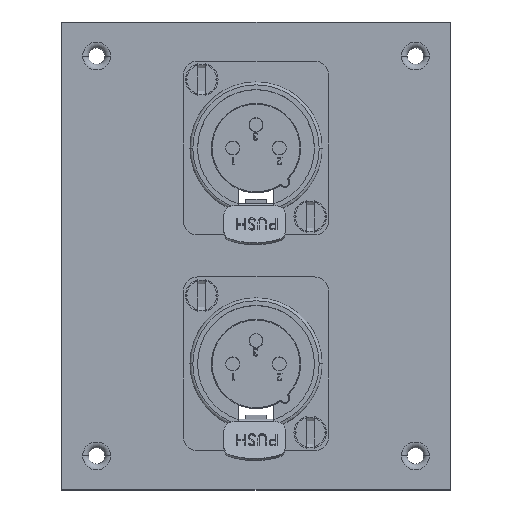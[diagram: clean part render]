
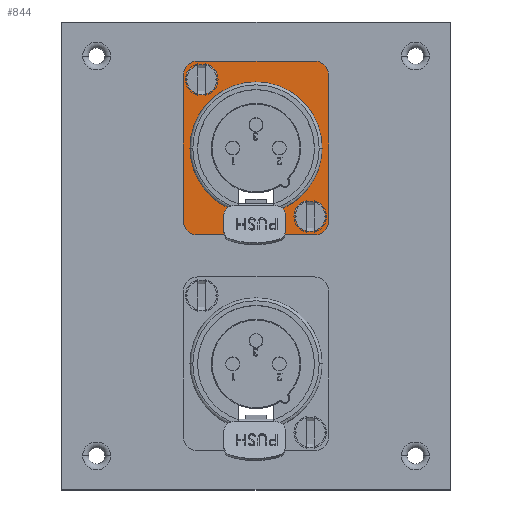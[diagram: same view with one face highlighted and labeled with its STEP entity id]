
A CAD part, top view. The second image highlights one B-rep face of the part: STEP entity #844.
In plain terms, the highlighted planar face has unit normal (0, 0, 1).
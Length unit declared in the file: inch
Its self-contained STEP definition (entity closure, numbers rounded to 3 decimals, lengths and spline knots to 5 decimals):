
#538 = EDGE_CURVE ( 'NONE', #831, #730, #2845, .T. ) ;
#730 = VERTEX_POINT ( 'NONE', #3112 ) ;
#820 = ORIENTED_EDGE ( 'NONE', *, *, #15442, .T. ) ;
#821 = ORIENTED_EDGE ( 'NONE', *, *, #822, .T. ) ;
#822 = EDGE_CURVE ( 'NONE', #15440, #15443, #3489, .T. ) ;
#823 = EDGE_LOOP ( 'NONE', ( #824, #825 ) ) ;
#824 = ORIENTED_EDGE ( 'NONE', *, *, #15391, .T. ) ;
#825 = ORIENTED_EDGE ( 'NONE', *, *, #826, .T. ) ;
#826 = EDGE_CURVE ( 'NONE', #15387, #15388, #3484, .T. ) ;
#827 = EDGE_LOOP ( 'NONE', ( #828, #832, #888, #891, #894, #897, #900, #876 ) ) ;
#828 = ORIENTED_EDGE ( 'NONE', *, *, #829, .T. ) ;
#829 = EDGE_CURVE ( 'NONE', #830, #831, #3479, .T. ) ;
#830 = VERTEX_POINT ( 'NONE', #3474 ) ;
#831 = VERTEX_POINT ( 'NONE', #3473 ) ;
#832 = ORIENTED_EDGE ( 'NONE', *, *, #538, .T. ) ;
#844 = ADVANCED_FACE ( 'NONE', ( #3521, #3520, #3519, #3518 ), #3517, .T. ) ;
#845 = EDGE_LOOP ( 'NONE', ( #820, #821 ) ) ;
#876 = ORIENTED_EDGE ( 'NONE', *, *, #877, .T. ) ;
#877 = EDGE_CURVE ( 'NONE', #902, #830, #3531, .T. ) ;
#878 = EDGE_LOOP ( 'NONE', ( #879, #880, #881, #882 ) ) ;
#879 = ORIENTED_EDGE ( 'NONE', *, *, #19751, .F. ) ;
#880 = ORIENTED_EDGE ( 'NONE', *, *, #4341, .F. ) ;
#881 = ORIENTED_EDGE ( 'NONE', *, *, #15525, .F. ) ;
#882 = ORIENTED_EDGE ( 'NONE', *, *, #883, .F. ) ;
#883 = EDGE_CURVE ( 'NONE', #19775, #15523, #3588, .T. ) ;
#888 = ORIENTED_EDGE ( 'NONE', *, *, #889, .T. ) ;
#889 = EDGE_CURVE ( 'NONE', #730, #890, #3581, .T. ) ;
#890 = VERTEX_POINT ( 'NONE', #3572 ) ;
#891 = ORIENTED_EDGE ( 'NONE', *, *, #892, .T. ) ;
#892 = EDGE_CURVE ( 'NONE', #890, #893, #3571, .T. ) ;
#893 = VERTEX_POINT ( 'NONE', #3567 ) ;
#894 = ORIENTED_EDGE ( 'NONE', *, *, #895, .T. ) ;
#895 = EDGE_CURVE ( 'NONE', #893, #896, #3566, .T. ) ;
#896 = VERTEX_POINT ( 'NONE', #3561 ) ;
#897 = ORIENTED_EDGE ( 'NONE', *, *, #898, .T. ) ;
#898 = EDGE_CURVE ( 'NONE', #896, #899, #3560, .T. ) ;
#899 = VERTEX_POINT ( 'NONE', #3621 ) ;
#900 = ORIENTED_EDGE ( 'NONE', *, *, #901, .T. ) ;
#901 = EDGE_CURVE ( 'NONE', #899, #902, #3620, .T. ) ;
#902 = VERTEX_POINT ( 'NONE', #3614 ) ;
#2842 = DIRECTION ( 'NONE',  ( 0., -1., 0. ) ) ;
#2843 = VECTOR ( 'NONE', #2842, 39.37008 ) ;
#2844 = CARTESIAN_POINT ( 'NONE',  ( -0.5025, 0.5, 0.092 ) ) ;
#2845 = LINE ( 'NONE', #2844, #2843 ) ;
#3112 = CARTESIAN_POINT ( 'NONE',  ( -0.5025, -0.5, 0.092 ) ) ;
#3473 = CARTESIAN_POINT ( 'NONE',  ( -0.5025, 0.5, 0.092 ) ) ;
#3474 = CARTESIAN_POINT ( 'NONE',  ( -0.4025, 0.6, 0.092 ) ) ;
#3475 = DIRECTION ( 'NONE',  ( 1., 0., 0. ) ) ;
#3476 = DIRECTION ( 'NONE',  ( 0., 0., 1. ) ) ;
#3477 = CARTESIAN_POINT ( 'NONE',  ( -0.4025, 0.5, 0.092 ) ) ;
#3478 = AXIS2_PLACEMENT_3D ( 'NONE', #3477, #3476, #3475 ) ;
#3479 = CIRCLE ( 'NONE', #3478, 0.1 ) ;
#3480 = DIRECTION ( 'NONE',  ( 1., 0., 0. ) ) ;
#3481 = DIRECTION ( 'NONE',  ( 0., 0., -1. ) ) ;
#3482 = CARTESIAN_POINT ( 'NONE',  ( 0.374, -0.4725, 0.092 ) ) ;
#3483 = AXIS2_PLACEMENT_3D ( 'NONE', #3482, #3481, #3480 ) ;
#3484 = CIRCLE ( 'NONE', #3483, 0.104 ) ;
#3485 = DIRECTION ( 'NONE',  ( 1., 0., 0. ) ) ;
#3486 = DIRECTION ( 'NONE',  ( 0., 0., -1. ) ) ;
#3487 = CARTESIAN_POINT ( 'NONE',  ( -0.374, 0.4725, 0.092 ) ) ;
#3488 = AXIS2_PLACEMENT_3D ( 'NONE', #3487, #3486, #3485 ) ;
#3489 = CIRCLE ( 'NONE', #3488, 0.104 ) ;
#3513 = DIRECTION ( 'NONE',  ( 1., 0., 0. ) ) ;
#3514 = DIRECTION ( 'NONE',  ( 0., 0., 1. ) ) ;
#3515 = CARTESIAN_POINT ( 'NONE',  ( -0.4025, 0.5, 0.092 ) ) ;
#3516 = AXIS2_PLACEMENT_3D ( 'NONE', #3515, #3514, #3513 ) ;
#3517 = PLANE ( 'NONE',  #3516 ) ;
#3518 = FACE_BOUND ( 'NONE', #878, .T. ) ;
#3519 = FACE_OUTER_BOUND ( 'NONE', #827, .T. ) ;
#3520 = FACE_BOUND ( 'NONE', #823, .T. ) ;
#3521 = FACE_BOUND ( 'NONE', #845, .T. ) ;
#3531 = LINE ( 'NONE', #3591, #3590 ) ;
#3560 = LINE ( 'NONE', #3624, #3623 ) ;
#3561 = CARTESIAN_POINT ( 'NONE',  ( 0.5025, -0.5, 0.092 ) ) ;
#3562 = DIRECTION ( 'NONE',  ( 1., 0., 0. ) ) ;
#3563 = DIRECTION ( 'NONE',  ( 0., 0., 1. ) ) ;
#3564 = CARTESIAN_POINT ( 'NONE',  ( 0.4025, -0.5, 0.092 ) ) ;
#3565 = AXIS2_PLACEMENT_3D ( 'NONE', #3564, #3563, #3562 ) ;
#3566 = CIRCLE ( 'NONE', #3565, 0.1 ) ;
#3567 = CARTESIAN_POINT ( 'NONE',  ( 0.4025, -0.6, 0.092 ) ) ;
#3568 = DIRECTION ( 'NONE',  ( 1., 0., 0. ) ) ;
#3569 = VECTOR ( 'NONE', #3568, 39.37008 ) ;
#3570 = CARTESIAN_POINT ( 'NONE',  ( -0.4025, -0.6, 0.092 ) ) ;
#3571 = LINE ( 'NONE', #3570, #3569 ) ;
#3572 = CARTESIAN_POINT ( 'NONE',  ( -0.4025, -0.6, 0.092 ) ) ;
#3573 = DIRECTION ( 'NONE',  ( 1., 0., 0. ) ) ;
#3574 = DIRECTION ( 'NONE',  ( 0., 0., 1. ) ) ;
#3575 = CARTESIAN_POINT ( 'NONE',  ( -0.4025, -0.5, 0.092 ) ) ;
#3576 = AXIS2_PLACEMENT_3D ( 'NONE', #3575, #3574, #3573 ) ;
#3581 = CIRCLE ( 'NONE', #3576, 0.1 ) ;
#3584 = DIRECTION ( 'NONE',  ( 1., 0., 0. ) ) ;
#3585 = DIRECTION ( 'NONE',  ( 0., 0., 1. ) ) ;
#3586 = CARTESIAN_POINT ( 'NONE',  ( 0., 0., 0.092 ) ) ;
#3587 = AXIS2_PLACEMENT_3D ( 'NONE', #3586, #3585, #3584 ) ;
#3588 = CIRCLE ( 'NONE', #3587, 0.456 ) ;
#3589 = DIRECTION ( 'NONE',  ( -1., 0., 0. ) ) ;
#3590 = VECTOR ( 'NONE', #3589, 39.37008 ) ;
#3591 = CARTESIAN_POINT ( 'NONE',  ( -0.4025, 0.6, 0.092 ) ) ;
#3614 = CARTESIAN_POINT ( 'NONE',  ( 0.4025, 0.6, 0.092 ) ) ;
#3615 = DIRECTION ( 'NONE',  ( 1., 0., 0. ) ) ;
#3617 = DIRECTION ( 'NONE',  ( 0., 0., 1. ) ) ;
#3618 = CARTESIAN_POINT ( 'NONE',  ( 0.4025, 0.5, 0.092 ) ) ;
#3619 = AXIS2_PLACEMENT_3D ( 'NONE', #3618, #3617, #3615 ) ;
#3620 = CIRCLE ( 'NONE', #3619, 0.1 ) ;
#3621 = CARTESIAN_POINT ( 'NONE',  ( 0.5025, 0.5, 0.092 ) ) ;
#3622 = DIRECTION ( 'NONE',  ( 0., 1., 0. ) ) ;
#3623 = VECTOR ( 'NONE', #3622, 39.37008 ) ;
#3624 = CARTESIAN_POINT ( 'NONE',  ( 0.5025, 0.5, 0.092 ) ) ;
#4341 = EDGE_CURVE ( 'NONE', #15526, #4342, #5513, .T. ) ;
#4342 = VERTEX_POINT ( 'NONE', #5509 ) ;
#5459 = CARTESIAN_POINT ( 'NONE',  ( 0., 0., 0.092 ) ) ;
#5509 = CARTESIAN_POINT ( 'NONE',  ( -0.1235, -0.43896, 0.092 ) ) ;
#5510 = DIRECTION ( 'NONE',  ( 1., 0., 0. ) ) ;
#5511 = DIRECTION ( 'NONE',  ( 0., 0., 1. ) ) ;
#5512 = AXIS2_PLACEMENT_3D ( 'NONE', #5459, #5511, #5510 ) ;
#5513 = CIRCLE ( 'NONE', #5512, 0.456 ) ;
#8119 = DIRECTION ( 'NONE',  ( 1., 0., 0. ) ) ;
#8120 = DIRECTION ( 'NONE',  ( 0., 0., -1. ) ) ;
#8121 = CARTESIAN_POINT ( 'NONE',  ( 0.374, -0.4725, 0.092 ) ) ;
#8122 = AXIS2_PLACEMENT_3D ( 'NONE', #8121, #8120, #8119 ) ;
#8123 = CIRCLE ( 'NONE', #8122, 0.104 ) ;
#8124 = CARTESIAN_POINT ( 'NONE',  ( 0.478, -0.4725, 0.092 ) ) ;
#8125 = CARTESIAN_POINT ( 'NONE',  ( 0.27, -0.4725, 0.092 ) ) ;
#8177 = CARTESIAN_POINT ( 'NONE',  ( -0.27, 0.4725, 0.092 ) ) ;
#8178 = DIRECTION ( 'NONE',  ( 1., 0., 0. ) ) ;
#8179 = DIRECTION ( 'NONE',  ( 0., 0., -1. ) ) ;
#8180 = CARTESIAN_POINT ( 'NONE',  ( -0.374, 0.4725, 0.092 ) ) ;
#8181 = AXIS2_PLACEMENT_3D ( 'NONE', #8180, #8179, #8178 ) ;
#8182 = CIRCLE ( 'NONE', #8181, 0.104 ) ;
#8183 = CARTESIAN_POINT ( 'NONE',  ( -0.478, 0.4725, 0.092 ) ) ;
#8342 = CARTESIAN_POINT ( 'NONE',  ( -0.456, 0., 0.092 ) ) ;
#8343 = DIRECTION ( 'NONE',  ( 1., 0., 0. ) ) ;
#8344 = DIRECTION ( 'NONE',  ( 0., 0., 1. ) ) ;
#8345 = CARTESIAN_POINT ( 'NONE',  ( 0., 0., 0.092 ) ) ;
#8347 = AXIS2_PLACEMENT_3D ( 'NONE', #8345, #8344, #8343 ) ;
#8348 = CIRCLE ( 'NONE', #8347, 0.456 ) ;
#8349 = CARTESIAN_POINT ( 'NONE',  ( 0.456, 0., 0.092 ) ) ;
#12480 = DIRECTION ( 'NONE',  ( 1., 0., 0. ) ) ;
#12481 = DIRECTION ( 'NONE',  ( 0., 0., 1. ) ) ;
#12482 = CARTESIAN_POINT ( 'NONE',  ( 0., 0., 0.092 ) ) ;
#12483 = AXIS2_PLACEMENT_3D ( 'NONE', #12482, #12481, #12480 ) ;
#12484 = CIRCLE ( 'NONE', #12483, 0.456 ) ;
#12545 = CARTESIAN_POINT ( 'NONE',  ( 0.1235, -0.43896, 0.092 ) ) ;
#15387 = VERTEX_POINT ( 'NONE', #8125 ) ;
#15388 = VERTEX_POINT ( 'NONE', #8124 ) ;
#15391 = EDGE_CURVE ( 'NONE', #15388, #15387, #8123, .T. ) ;
#15440 = VERTEX_POINT ( 'NONE', #8183 ) ;
#15442 = EDGE_CURVE ( 'NONE', #15443, #15440, #8182, .T. ) ;
#15443 = VERTEX_POINT ( 'NONE', #8177 ) ;
#15523 = VERTEX_POINT ( 'NONE', #8349 ) ;
#15525 = EDGE_CURVE ( 'NONE', #15523, #15526, #8348, .T. ) ;
#15526 = VERTEX_POINT ( 'NONE', #8342 ) ;
#19751 = EDGE_CURVE ( 'NONE', #4342, #19775, #12484, .T. ) ;
#19775 = VERTEX_POINT ( 'NONE', #12545 ) ;
